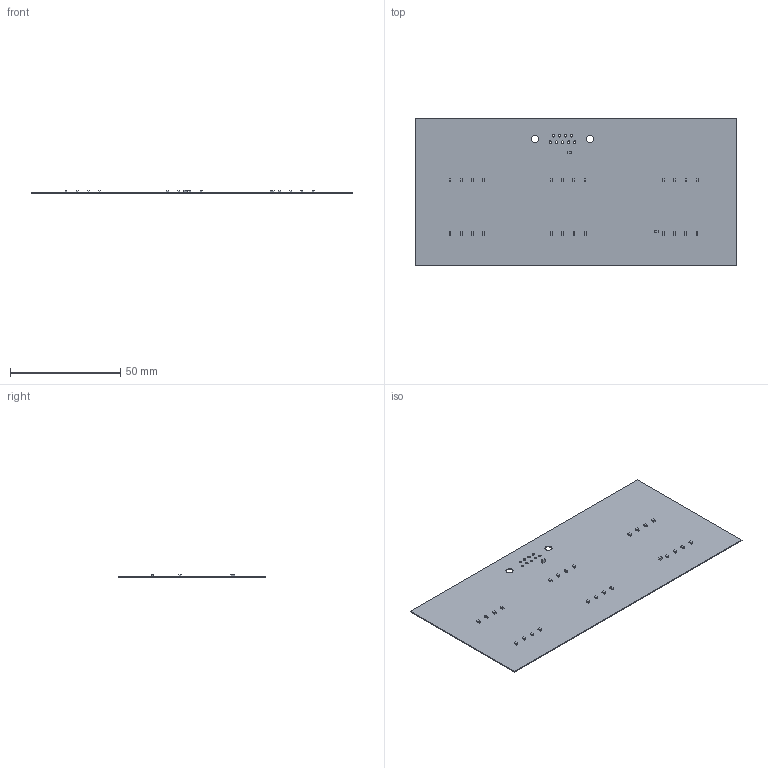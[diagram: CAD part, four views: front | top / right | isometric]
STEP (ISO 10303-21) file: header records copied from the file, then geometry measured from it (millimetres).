
FILE_DESCRIPTION(('Open CASCADE Model'),'2;1');
FILE_NAME('Open CASCADE Shape Model','2020-02-11T16:58:18',('Author'),( 'Open CASCADE'),'Open CASCADE STEP processor 6.8','Open CASCADE 6.8' ,'Unknown');
FILE_SCHEMA(('AUTOMOTIVE_DESIGN { 1 0 10303 214 1 1 1 1 }'));
Length unit declared in the file: millimetre
Products named in the file (1): PCB
Bounding box: 146.05 x 66.93 x 1.71 mm (x, y, z)
Volume: 4038.3 mm3; surface area: 19909.9 mm2
Topology: 51 solids, 51 shells, 317 faces, 645 edges, 430 vertices
Faces by surface type: plane 306, cylinder 11
Full cylindrical faces by diameter (mm): 1.09 x9, 3.26 x2
Entity records: 8456 total; most frequent: CARTESIAN_POINT 1393, DIRECTION 1303, ORIENTED_EDGE 1290, EDGE_CURVE 645, LINE 623, VECTOR 623, VERTEX_POINT 430, AXIS2_PLACEMENT_3D 340
